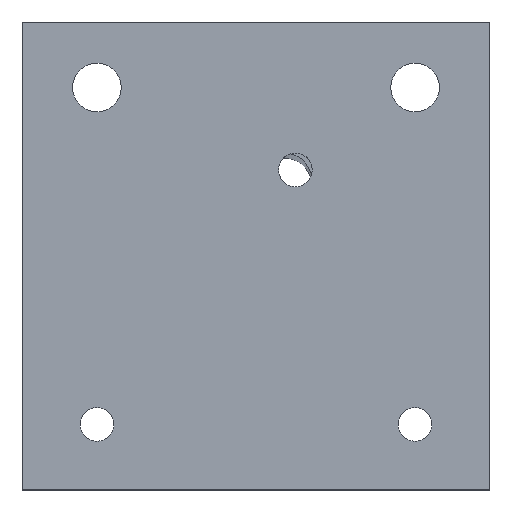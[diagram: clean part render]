
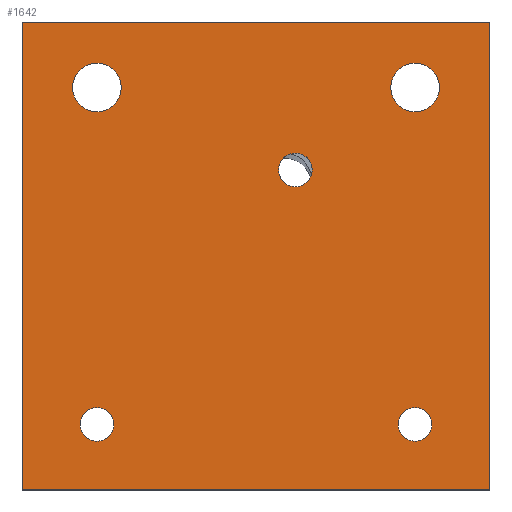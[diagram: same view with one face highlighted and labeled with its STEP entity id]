
A CAD part, top view. The second image highlights one B-rep face of the part: STEP entity #1642.
In plain terms, the highlighted planar face has unit normal (0, 0, 1).
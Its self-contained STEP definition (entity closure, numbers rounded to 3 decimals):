
#66=FACE_BOUND('',#302,.T.);
#67=FACE_BOUND('',#303,.T.);
#68=FACE_BOUND('',#304,.T.);
#69=FACE_BOUND('',#305,.T.);
#70=FACE_BOUND('',#306,.T.);
#196=FACE_OUTER_BOUND('',#301,.T.);
#301=EDGE_LOOP('',(#1346,#1347,#1348,#1349));
#302=EDGE_LOOP('',(#1350,#1351));
#303=EDGE_LOOP('',(#1352));
#304=EDGE_LOOP('',(#1353));
#305=EDGE_LOOP('',(#1354));
#306=EDGE_LOOP('',(#1355));
#370=CIRCLE('',#1868,9.);
#371=CIRCLE('',#1869,9.);
#375=CIRCLE('',#1874,13.);
#377=CIRCLE('',#1877,13.);
#379=CIRCLE('',#1880,9.);
#381=CIRCLE('',#1883,9.);
#491=LINE('',#2738,#649);
#494=LINE('',#2744,#652);
#497=LINE('',#2750,#655);
#500=LINE('',#2754,#658);
#649=VECTOR('',#2254,10.);
#652=VECTOR('',#2259,10.);
#655=VECTOR('',#2264,10.);
#658=VECTOR('',#2269,10.);
#788=VERTEX_POINT('',#2698);
#789=VERTEX_POINT('',#2699);
#793=VERTEX_POINT('',#2710);
#795=VERTEX_POINT('',#2716);
#797=VERTEX_POINT('',#2722);
#799=VERTEX_POINT('',#2728);
#802=VERTEX_POINT('',#2735);
#803=VERTEX_POINT('',#2737);
#805=VERTEX_POINT('',#2743);
#807=VERTEX_POINT('',#2749);
#970=EDGE_CURVE('',#788,#789,#370,.T.);
#971=EDGE_CURVE('',#789,#788,#371,.T.);
#977=EDGE_CURVE('',#793,#793,#375,.T.);
#980=EDGE_CURVE('',#795,#795,#377,.T.);
#983=EDGE_CURVE('',#797,#797,#379,.T.);
#986=EDGE_CURVE('',#799,#799,#381,.T.);
#989=EDGE_CURVE('',#803,#802,#491,.T.);
#992=EDGE_CURVE('',#805,#803,#494,.T.);
#995=EDGE_CURVE('',#807,#805,#497,.T.);
#998=EDGE_CURVE('',#802,#807,#500,.T.);
#1346=ORIENTED_EDGE('',*,*,#998,.T.);
#1347=ORIENTED_EDGE('',*,*,#995,.T.);
#1348=ORIENTED_EDGE('',*,*,#992,.T.);
#1349=ORIENTED_EDGE('',*,*,#989,.T.);
#1350=ORIENTED_EDGE('',*,*,#970,.T.);
#1351=ORIENTED_EDGE('',*,*,#971,.T.);
#1352=ORIENTED_EDGE('',*,*,#977,.T.);
#1353=ORIENTED_EDGE('',*,*,#980,.T.);
#1354=ORIENTED_EDGE('',*,*,#983,.T.);
#1355=ORIENTED_EDGE('',*,*,#986,.T.);
#1552=PLANE('',#1889);
#1642=ADVANCED_FACE('',(#196,#66,#67,#68,#69,#70),#1552,.T.);
#1868=AXIS2_PLACEMENT_3D('',#2700,#2213,#2214);
#1869=AXIS2_PLACEMENT_3D('',#2701,#2215,#2216);
#1874=AXIS2_PLACEMENT_3D('',#2712,#2227,#2228);
#1877=AXIS2_PLACEMENT_3D('',#2718,#2234,#2235);
#1880=AXIS2_PLACEMENT_3D('',#2724,#2241,#2242);
#1883=AXIS2_PLACEMENT_3D('',#2730,#2248,#2249);
#1889=AXIS2_PLACEMENT_3D('',#2756,#2272,#2273);
#2213=DIRECTION('center_axis',(0.,0.,-1.));
#2214=DIRECTION('ref_axis',(1.,0.,0.));
#2215=DIRECTION('center_axis',(0.,0.,-1.));
#2216=DIRECTION('ref_axis',(1.,0.,0.));
#2227=DIRECTION('center_axis',(0.,0.,-1.));
#2228=DIRECTION('ref_axis',(-1.,0.,0.));
#2234=DIRECTION('center_axis',(0.,0.,-1.));
#2235=DIRECTION('ref_axis',(-1.,0.,0.));
#2241=DIRECTION('center_axis',(0.,0.,-1.));
#2242=DIRECTION('ref_axis',(-1.,0.,0.));
#2248=DIRECTION('center_axis',(0.,0.,-1.));
#2249=DIRECTION('ref_axis',(-1.,0.,0.));
#2254=DIRECTION('',(0.,1.,0.));
#2259=DIRECTION('',(1.,0.,0.));
#2264=DIRECTION('',(0.,-1.,0.));
#2269=DIRECTION('',(-1.,0.,0.));
#2272=DIRECTION('center_axis',(0.,0.,1.));
#2273=DIRECTION('ref_axis',(1.,0.,0.));
#2698=CARTESIAN_POINT('',(30.,46.,30.));
#2699=CARTESIAN_POINT('',(12.,46.,30.));
#2700=CARTESIAN_POINT('Origin',(21.,46.,30.));
#2701=CARTESIAN_POINT('Origin',(21.,46.,30.));
#2710=CARTESIAN_POINT('',(98.,90.,30.));
#2712=CARTESIAN_POINT('Origin',(85.,90.,30.));
#2716=CARTESIAN_POINT('',(-72.,90.,30.));
#2718=CARTESIAN_POINT('Origin',(-85.,90.,30.));
#2722=CARTESIAN_POINT('',(-76.,-90.,30.));
#2724=CARTESIAN_POINT('Origin',(-85.,-90.,30.));
#2728=CARTESIAN_POINT('',(94.,-90.,30.));
#2730=CARTESIAN_POINT('Origin',(85.,-90.,30.));
#2735=CARTESIAN_POINT('',(125.,125.,30.));
#2737=CARTESIAN_POINT('',(125.,-125.,30.));
#2738=CARTESIAN_POINT('',(125.,125.,30.));
#2743=CARTESIAN_POINT('',(-125.,-125.,30.));
#2744=CARTESIAN_POINT('',(125.,-125.,30.));
#2749=CARTESIAN_POINT('',(-125.,125.,30.));
#2750=CARTESIAN_POINT('',(-125.,-125.,30.));
#2754=CARTESIAN_POINT('',(-125.,125.,30.));
#2756=CARTESIAN_POINT('Origin',(0.,0.,30.));
